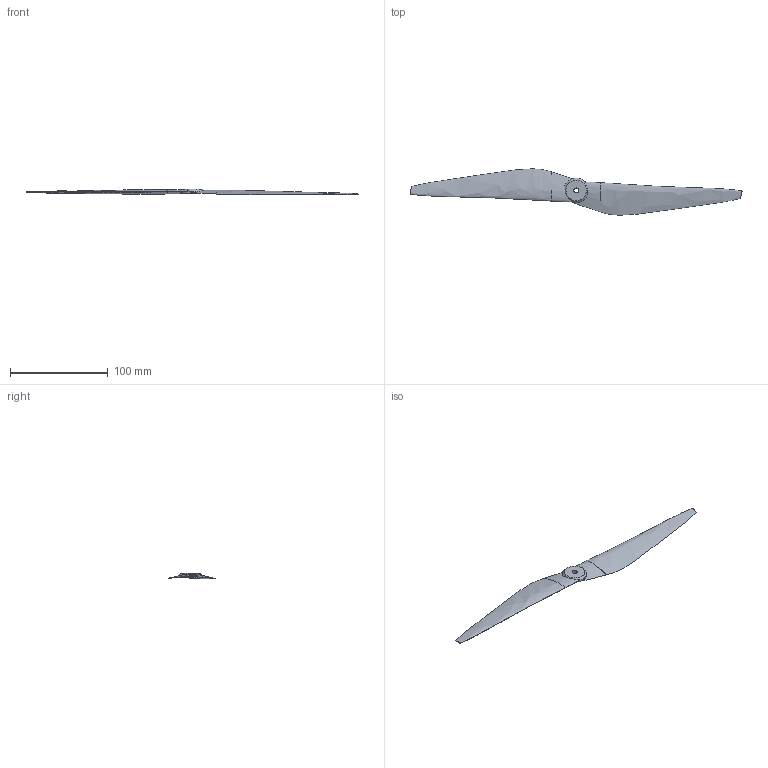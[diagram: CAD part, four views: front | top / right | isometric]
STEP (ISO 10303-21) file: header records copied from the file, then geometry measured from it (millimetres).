
FILE_DESCRIPTION(/* description */ (''),/* implementation_level */ '2;1');
FILE_NAME(/* name */ 'CCW 13x5 prop.stp',/* time_stamp */ '2017-04-26T16:06:30-07:00',/* author */ (''),/* organization */ (''),/* preprocessor_version */ 'ST-DEVELOPER v16.13',/* originating_system */ 'Autodesk Translation Framework v6.1.1.50',/* authorisation */ '');
FILE_SCHEMA (('AUTOMOTIVE_DESIGN { 1 0 10303 214 3 1 1 }'));
Length unit declared in the file: millimetre
Products named in the file (1): CCW 13x5 prop v1
Bounding box: 339.58 x 47.46 x 5.62 mm (x, y, z)
Volume: 8435.3 mm3; surface area: 16356.9 mm2
Topology: 1 solids, 1 shells, 17 faces, 42 edges, 27 vertices
Faces by surface type: bspline 8, plane 6, cylinder 2, cone 1
Full cylindrical faces by diameter (mm): 5 x1
Entity records: 1391 total; most frequent: CARTESIAN_POINT 1033, ORIENTED_EDGE 76, DIRECTION 49, EDGE_CURVE 38, VERTEX_POINT 25, AXIS2_PLACEMENT_3D 22, EDGE_LOOP 21, B_SPLINE_CURVE_WITH_KNOTS 17
